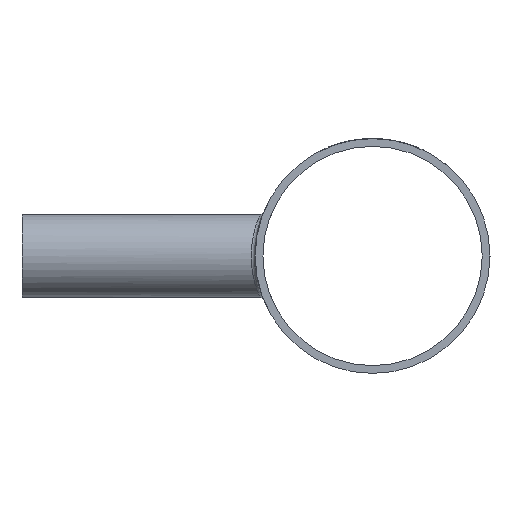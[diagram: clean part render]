
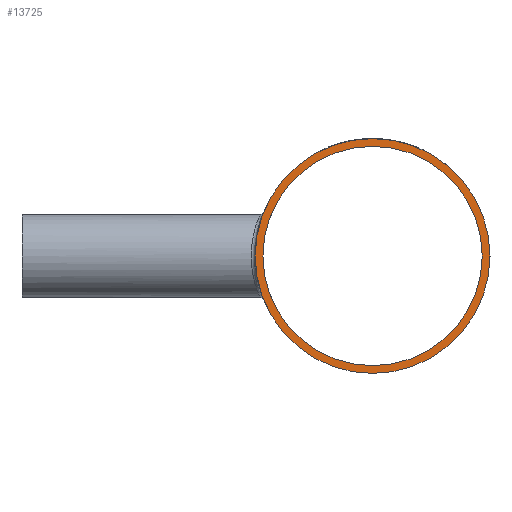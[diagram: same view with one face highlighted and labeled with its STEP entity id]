
A CAD part, left-side view. The second image highlights one B-rep face of the part: STEP entity #13725.
In plain terms, the highlighted planar face has unit normal (-1, 0, 0).
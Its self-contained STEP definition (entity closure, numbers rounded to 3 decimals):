
#2576 = ORIENTED_EDGE ( 'NONE', *, *, #5351, .F. ) ;
#2771 = CIRCLE ( 'NONE', #3493, 28.15 ) ;
#3199 = EDGE_LOOP ( 'NONE', ( #2576 ) ) ;
#3493 = AXIS2_PLACEMENT_3D ( 'NONE', #18171, #4454, #4570 ) ;
#4454 = DIRECTION ( 'NONE',  ( -1., 0., 0. ) ) ;
#4570 = DIRECTION ( 'NONE',  ( 0., 0., 1. ) ) ;
#5351 = EDGE_CURVE ( 'NONE', #21481, #21481, #2771, .T. ) ;
#5535 = AXIS2_PLACEMENT_3D ( 'NONE', #10571, #12568, #10682 ) ;
#5676 = AXIS2_PLACEMENT_3D ( 'NONE', #10216, #7037, #6817 ) ;
#5986 = EDGE_CURVE ( 'NONE', #21588, #21588, #20634, .T. ) ;
#6817 = DIRECTION ( 'NONE',  ( 0., 0., 1. ) ) ;
#7037 = DIRECTION ( 'NONE',  ( -1., 0., 0. ) ) ;
#10216 = CARTESIAN_POINT ( 'NONE',  ( -90., 0., 0. ) ) ;
#10438 = FACE_BOUND ( 'NONE', #3199, .T. ) ;
#10571 = CARTESIAN_POINT ( 'NONE',  ( -90., 0., 0. ) ) ;
#10682 = DIRECTION ( 'NONE',  ( 0., 0., 1. ) ) ;
#10868 = ORIENTED_EDGE ( 'NONE', *, *, #5986, .T. ) ;
#12568 = DIRECTION ( 'NONE',  ( -1., 0., 0. ) ) ;
#13144 = CARTESIAN_POINT ( 'NONE',  ( -90., 0., 30.15 ) ) ;
#13725 = ADVANCED_FACE ( 'NONE', ( #10438, #22237 ), #17055, .T. ) ;
#14309 = EDGE_LOOP ( 'NONE', ( #10868 ) ) ;
#16406 = CARTESIAN_POINT ( 'NONE',  ( -90., 0., 28.15 ) ) ;
#17055 = PLANE ( 'NONE',  #5676 ) ;
#18171 = CARTESIAN_POINT ( 'NONE',  ( -90., 0., 0. ) ) ;
#20634 = CIRCLE ( 'NONE', #5535, 30.15 ) ;
#21481 = VERTEX_POINT ( 'NONE', #16406 ) ;
#21588 = VERTEX_POINT ( 'NONE', #13144 ) ;
#22237 = FACE_OUTER_BOUND ( 'NONE', #14309, .T. ) ;
